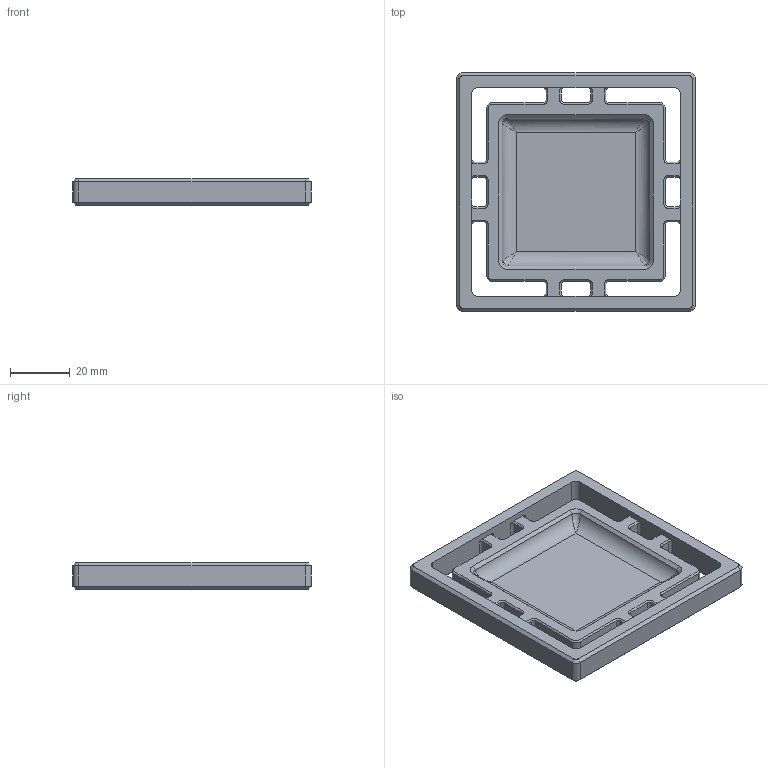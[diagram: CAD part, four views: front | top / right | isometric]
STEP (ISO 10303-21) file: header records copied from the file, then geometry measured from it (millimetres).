
FILE_DESCRIPTION(/* description */ (''),/* implementation_level */ '2;1');
FILE_NAME(/* name */ '2 v1.step',/* time_stamp */ '2022-10-06T01:25:54+09:00',/* author */ (''),/* organization */ (''),/* preprocessor_version */ 'ST-DEVELOPER v19',/* originating_system */ 'Autodesk Translation Framework v11.7.0.108',/* authorisation */ '');
FILE_SCHEMA (('AUTOMOTIVE_DESIGN { 1 0 10303 214 3 1 1 }'));
Length unit declared in the file: millimetre
Products named in the file (1): 2
Bounding box: 80 x 80 x 9 mm (x, y, z)
Volume: 28152.6 mm3; surface area: 17357.6 mm2
Topology: 1 solids, 1 shells, 268 faces, 656 edges, 380 vertices
Faces by surface type: plane 120, cone 84, cylinder 48, bspline 16
Entity records: 7988 total; most frequent: CARTESIAN_POINT 1689, DIRECTION 1314, ORIENTED_EDGE 1304, EDGE_CURVE 652, LINE 440, VECTOR 440, AXIS2_PLACEMENT_3D 437, VERTEX_POINT 380
